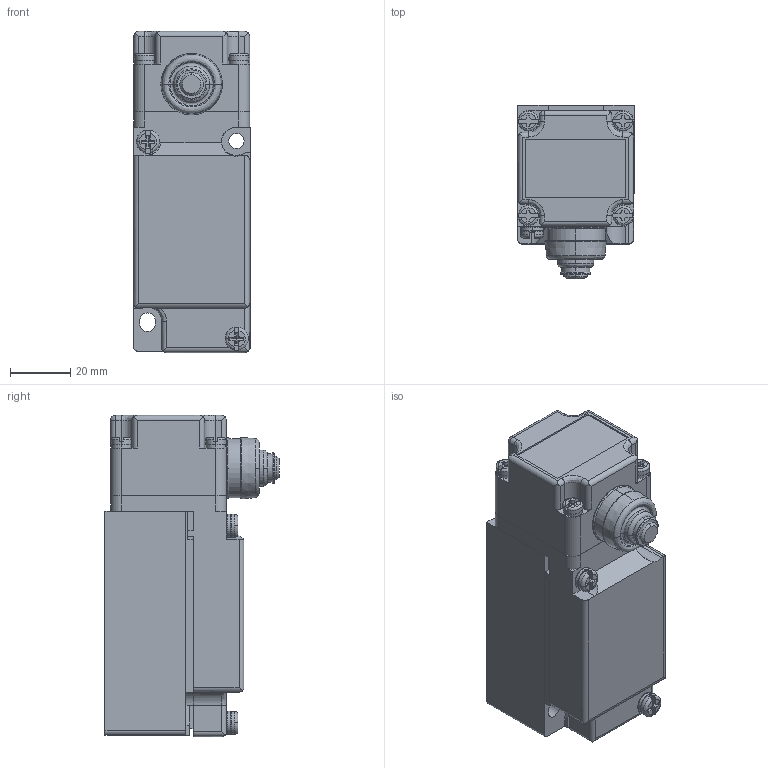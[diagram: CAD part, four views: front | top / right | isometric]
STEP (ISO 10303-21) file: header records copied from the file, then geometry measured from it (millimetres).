
FILE_DESCRIPTION (( 'STEP AP203' ), '1' );
FILE_NAME ('F25ASP1.STEP', '2016-07-20T12:58:58', ( 'Sam' ), ( 'Spade' ), 'SwSTEP 2.0', 'SolidWorks 2002296', '' );
FILE_SCHEMA (( 'CONFIG_CONTROL_DESIGN' ));
Length unit declared in the file: inch
Products named in the file (13): F25ASP1; Imported1; Imported; Imported5; Imported4; Imported3; Imported2; Imported8; Imported7; Imported6; Imported11; Imported10; Imported9
Assembly tree (12 placements, depth 2):
  F25ASP1
    Imported4
    Imported8
    Imported1
    Imported5
    Imported9
    Imported11
    Imported
    Imported3
    Imported6
    Imported7
    Imported10
    Imported2
Bounding box: 38.61 x 57.58 x 106.27 mm (x, y, z)
Volume: 166866 mm3; surface area: 45854.4 mm2
Topology: 12 solids, 12 shells, 636 faces, 1561 edges, 981 vertices
Faces by surface type: plane 241, cylinder 182, cone 153, bspline 60
Entity records: 21753 total; most frequent: CARTESIAN_POINT 5282, DIRECTION 3261, ORIENTED_EDGE 3122, EDGE_CURVE 1561, AXIS2_PLACEMENT_3D 1214, VERTEX_POINT 981, LINE 833, VECTOR 833
